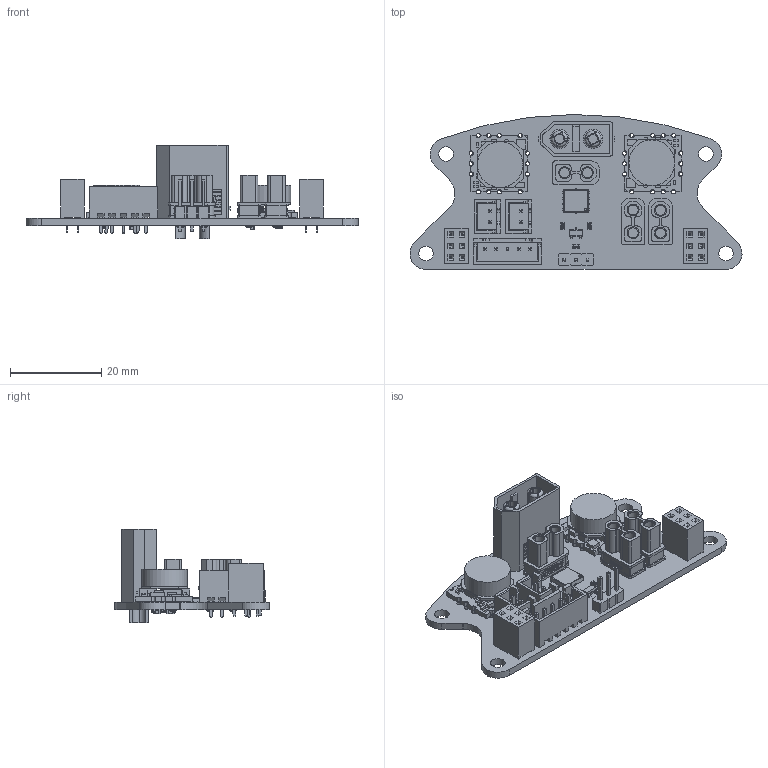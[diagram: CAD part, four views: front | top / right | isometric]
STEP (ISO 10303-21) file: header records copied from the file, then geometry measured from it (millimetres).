
FILE_DESCRIPTION(('KiCad electronic assembly'),'2;1');
FILE_NAME('buckUnit.step','2024-12-10T20:29:22',('Pcbnew'),('Kicad'), 'Open CASCADE STEP processor 7.7','KiCad to STEP converter','Unknown' );
FILE_SCHEMA(('AUTOMOTIVE_DESIGN { 1 0 10303 214 1 1 1 1 }'));
Length unit declared in the file: millimetre
Products named in the file (24): buckUnit 1; JST_XH_B2B-XH-A_1x02_P2.50mm_Vertical; JST_B2B_XH_A; XT30UPB-F; User Library-XT30UPB-F-1; PinSocket_2x03_P2.54mm_Vertical; MURATA_OKL-T-6-W12N-C_0; SOT-23; SOT_23; DFN08L_5X6A; CD10B0CA-25D3-4D15-B1E9-3FC308DFB0E8; JST_XH_B5B-XH-A_1x05_P2.50mm_Vertical; JST_B5B_XH_A; PinHeader_1x03_P2.54mm_Vertical; PinHeader_1x03_P254mm_Vertical; XT60UPB-M; XT60FemaleConnector; R0603; Resistor_0603_Text; C0603; buckUnit_PCB
Assembly tree (37 placements, depth 3):
  buckUnit 1
    JST_XH_B2B-XH-A_1x02_P2.50mm_Vertical  x2
      JST_B2B_XH_A
    XT30UPB-F  x3
      User Library-XT30UPB-F-1
    PinSocket_2x03_P2.54mm_Vertical  x2
      PinSocket_2x03_P2.54mm_Vertical
    MURATA_OKL-T-6-W12N-C_0  x2
      MURATA_OKL-T-6-W12N-C_0
    SOT-23
      SOT_23
    DFN08L_5X6A
      CD10B0CA-25D3-4D15-B1E9-3FC308DFB0E8
    JST_XH_B5B-XH-A_1x05_P2.50mm_Vertical
      JST_B5B_XH_A
    PinHeader_1x03_P2.54mm_Vertical
      PinHeader_1x03_P254mm_Vertical
    XT60UPB-M
      XT60FemaleConnector
    R0603  x9
      Resistor_0603_Text
    C0603  x2
      C0603
    buckUnit_PCB
Bounding box: 72.71 x 33.94 x 20.5 mm (x, y, z)
Volume: 6078.1 mm3; surface area: 12620.6 mm2
Topology: 89 solids, 139 shells, 4603 faces, 12526 edges, 8272 vertices
Faces by surface type: plane 3151, extrusion 612, cylinder 497, bspline 273, sphere 32, torus 18, cone 16, revolution 4
Full cylindrical faces by diameter (mm): 0.95 x5, 1 x47, 1.8 x6, 3.2 x4, 4.5 x2, 10 x2
Entity records: 79001 total; most frequent: CARTESIAN_POINT 19754, ORIENTED_EDGE 11013, DIRECTION 9621, EDGE_CURVE 5621, VECTOR 4571, LINE 4503, VERTEX_POINT 3696, AXIS2_PLACEMENT_3D 2523
